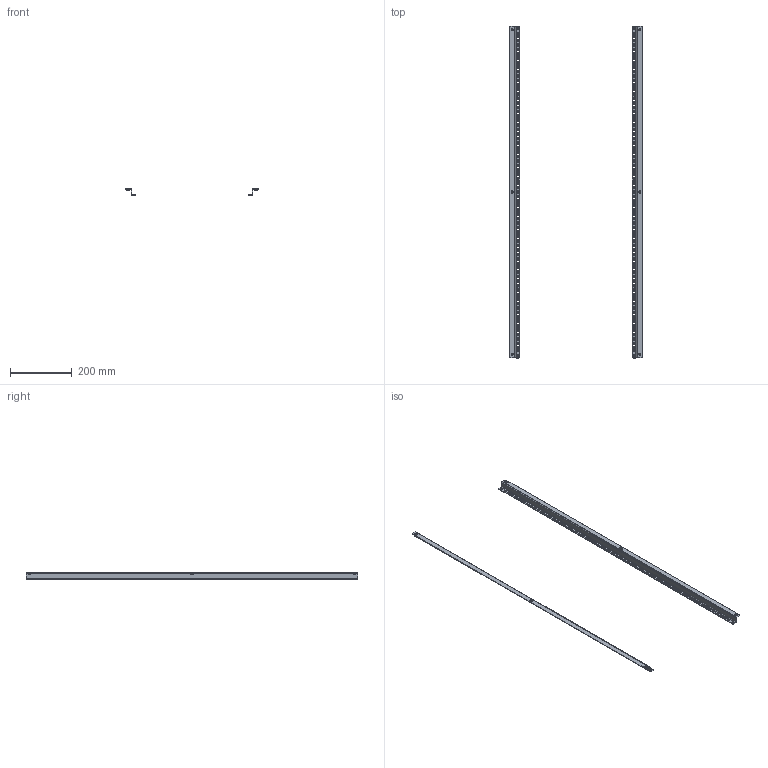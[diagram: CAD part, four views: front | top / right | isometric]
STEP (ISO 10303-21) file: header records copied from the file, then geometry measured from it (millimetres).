
FILE_DESCRIPTION (( 'STEP AP203' ), '1' );
FILE_NAME ('U8018110302 Êîìïëåêò ñòîåê âíóòðåííåé äâåðè UC2_UC2M 120.00 (2øò) (000.801.053-07).STEP', '2022-04-29T07:10:58', ( '' ), ( '' ), 'SwSTEP 2.0', 'SolidWorks 2017', '' );
FILE_SCHEMA (( 'CONFIG_CONTROL_DESIGN' ));
Length unit declared in the file: millimetre
Products named in the file (3): U8018110302 Êîìïëåêò ñòîåê âíóòðåííåé äâåðè UC2_UC2M 120.00 (2øò) (000.801.053-07); hex flange nut_din_Hexagon Flange Nut DIN 6923 - M5 - N; 019-61 砑鳧罻_07 (120)
Assembly tree (8 placements, depth 2):
  U8018110302 Êîìïëåêò ñòîåê âíóòðåííåé äâåðè UC2_UC2M 120.00 (2øò) (000.801.053-07)
    019-61 砑鳧罻_07 (120)  x2
    hex flange nut_din_Hexagon Flange Nut DIN 6923 - M5 - N  x6
Bounding box: 427 x 1073 x 21 mm (x, y, z)
Volume: 151334.9 mm3; surface area: 214748.4 mm2
Topology: 8 solids, 8 shells, 760 faces, 2080 edges, 1336 vertices
Faces by surface type: plane 420, cylinder 220, cone 72, bspline 36, torus 12
Entity records: 11271 total; most frequent: CARTESIAN_POINT 2087, ORIENTED_EDGE 1800, DIRECTION 1728, EDGE_CURVE 900, LINE 650, VECTOR 650, VERTEX_POINT 588, AXIS2_PLACEMENT_3D 539
